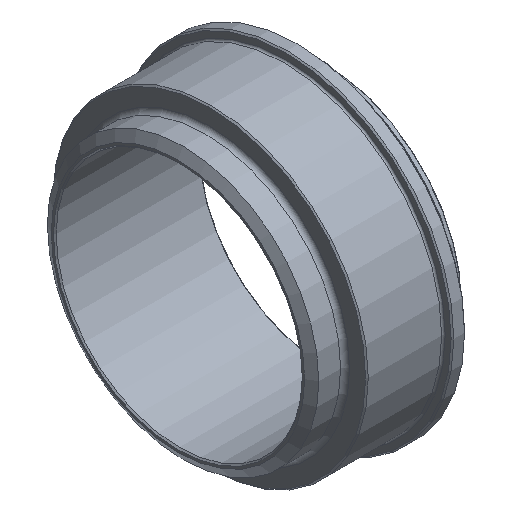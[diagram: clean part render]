
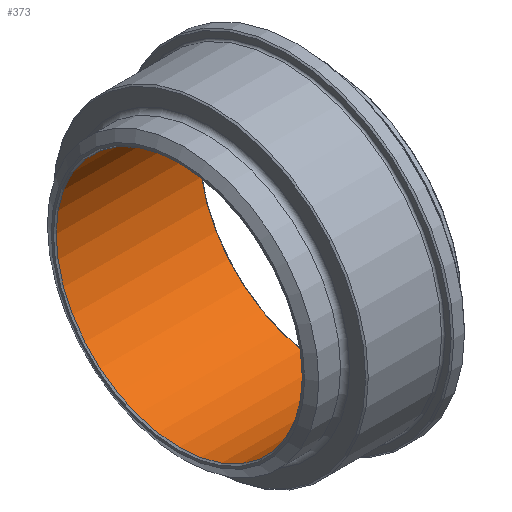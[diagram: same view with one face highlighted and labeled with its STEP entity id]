
A CAD part, isometric view. The second image highlights one B-rep face of the part: STEP entity #373.
In plain terms, the highlighted cylindrical face has radius 27.35 mm (diameter 54.7 mm), a full revolution.
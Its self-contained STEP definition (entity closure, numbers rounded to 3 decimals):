
#18=CYLINDRICAL_SURFACE('',#448,27.35);
#25=LINE('',#692,#38);
#38=VECTOR('',#570,27.35);
#80=FACE_OUTER_BOUND('',#108,.T.);
#108=EDGE_LOOP('',(#309,#310,#311,#312,#313,#314));
#149=CIRCLE('',#446,27.35);
#150=CIRCLE('',#447,27.35);
#151=CIRCLE('',#449,27.35);
#152=CIRCLE('',#450,27.35);
#184=VERTEX_POINT('',#682);
#185=VERTEX_POINT('',#684);
#186=VERTEX_POINT('',#688);
#187=VERTEX_POINT('',#689);
#229=EDGE_CURVE('',#184,#185,#149,.T.);
#230=EDGE_CURVE('',#185,#184,#150,.T.);
#231=EDGE_CURVE('',#186,#187,#151,.T.);
#232=EDGE_CURVE('',#187,#186,#152,.T.);
#233=EDGE_CURVE('',#187,#185,#25,.T.);
#309=ORIENTED_EDGE('',*,*,#231,.F.);
#310=ORIENTED_EDGE('',*,*,#232,.F.);
#311=ORIENTED_EDGE('',*,*,#233,.T.);
#312=ORIENTED_EDGE('',*,*,#229,.F.);
#313=ORIENTED_EDGE('',*,*,#230,.F.);
#314=ORIENTED_EDGE('',*,*,#233,.F.);
#373=ADVANCED_FACE('',(#80),#18,.F.);
#446=AXIS2_PLACEMENT_3D('',#685,#560,#561);
#447=AXIS2_PLACEMENT_3D('',#686,#562,#563);
#448=AXIS2_PLACEMENT_3D('',#687,#564,#565);
#449=AXIS2_PLACEMENT_3D('',#690,#566,#567);
#450=AXIS2_PLACEMENT_3D('',#691,#568,#569);
#560=DIRECTION('center_axis',(1.,0.,0.));
#561=DIRECTION('ref_axis',(0.,-1.,0.));
#562=DIRECTION('center_axis',(1.,0.,0.));
#563=DIRECTION('ref_axis',(0.,-1.,0.));
#564=DIRECTION('center_axis',(1.,0.,0.));
#565=DIRECTION('ref_axis',(0.,1.,0.));
#566=DIRECTION('center_axis',(-1.,0.,0.));
#567=DIRECTION('ref_axis',(0.,-1.,0.));
#568=DIRECTION('center_axis',(-1.,0.,0.));
#569=DIRECTION('ref_axis',(0.,-1.,0.));
#570=DIRECTION('',(-1.,0.,0.));
#682=CARTESIAN_POINT('',(-32.2,27.35,0.));
#684=CARTESIAN_POINT('',(-32.2,-27.35,0.));
#685=CARTESIAN_POINT('Origin',(-32.2,0.,0.));
#686=CARTESIAN_POINT('Origin',(-32.2,0.,0.));
#687=CARTESIAN_POINT('Origin',(-16.25,0.,0.));
#688=CARTESIAN_POINT('',(-0.3,27.35,0.));
#689=CARTESIAN_POINT('',(-0.3,-27.35,0.));
#690=CARTESIAN_POINT('Origin',(-0.3,0.,0.));
#691=CARTESIAN_POINT('Origin',(-0.3,0.,0.));
#692=CARTESIAN_POINT('',(-16.25,-27.35,0.));
